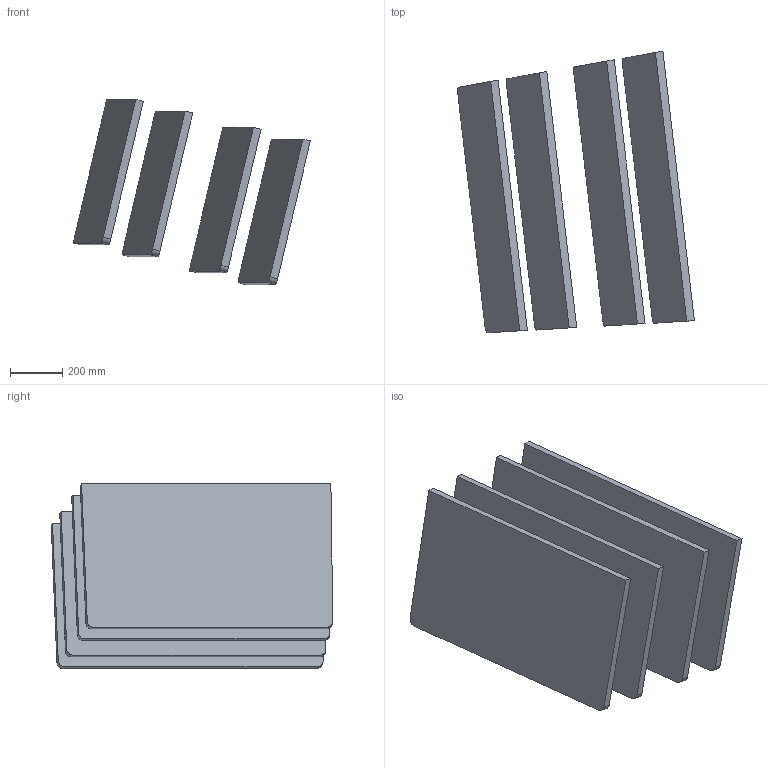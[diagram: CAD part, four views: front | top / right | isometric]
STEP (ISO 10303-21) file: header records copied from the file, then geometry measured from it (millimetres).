
FILE_DESCRIPTION(('FreeCAD Model'),'2;1');
FILE_NAME('detailed_HCPB/step/cooling_plate_2_sample_envelope_2.step', '2018-03-07T12:01:36',('FreeCAD'),('FreeCAD'), 'Open CASCADE STEP processor 7.1','FreeCAD','Unknown');
FILE_SCHEMA(('AUTOMOTIVE_DESIGN_CC2 { 1 2 10303 214 -1 1 5 4 }'));
Length unit declared in the file: millimetre
Products named in the file (5): Open CASCADE STEP translator 7.1 11; Open CASCADE STEP translator 7.1 11.1; Open CASCADE STEP translator 7.1 11.2; Open CASCADE STEP translator 7.1 11.3; Open CASCADE STEP translator 7.1 11.4
Assembly tree (4 placements, depth 2):
  Open CASCADE STEP translator 7.1 11
    Open CASCADE STEP translator 7.1 11.1
    Open CASCADE STEP translator 7.1 11.2
    Open CASCADE STEP translator 7.1 11.3
    Open CASCADE STEP translator 7.1 11.4
Bounding box: 910.58 x 1082.83 x 711.69 mm (x, y, z)
Volume: 67910741.9 mm3; surface area: 4900849.4 mm2
Topology: 4 solids, 4 shells, 32 faces, 72 edges, 48 vertices
Faces by surface type: plane 24, cylinder 8
Entity records: 1920 total; most frequent: CARTESIAN_POINT 509, DIRECTION 210, ORIENTED_EDGE 144, PCURVE 144, DEFINITIONAL_REPRESENTATION 144, B_SPLINE_CURVE_WITH_KNOTS 96, LINE 88, VECTOR 88
